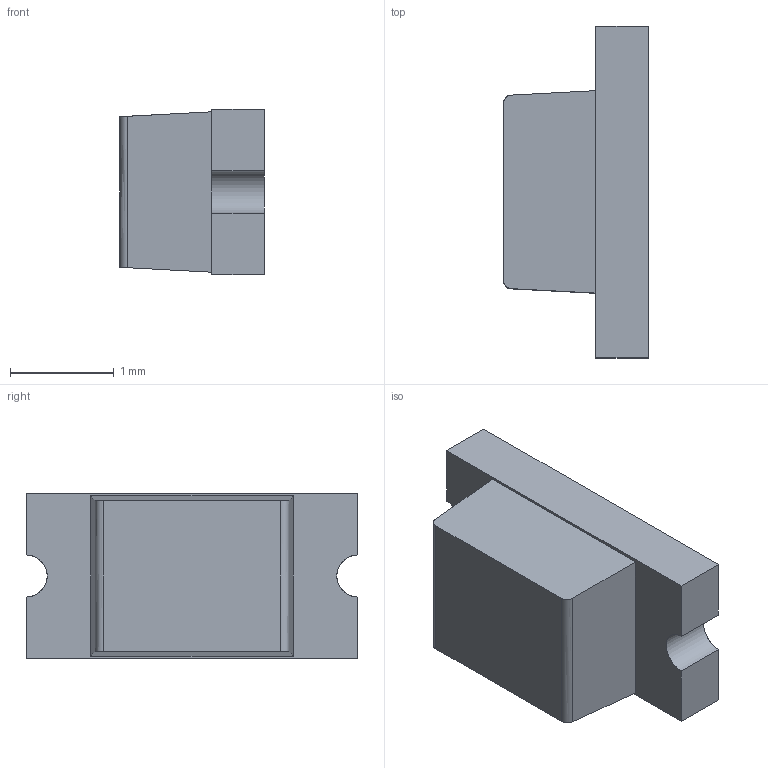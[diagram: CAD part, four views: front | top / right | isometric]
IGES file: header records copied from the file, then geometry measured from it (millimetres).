
Start section: SolidWorks IGES file using analytic representation for surfaces
Global section: file name: SM1206XXC-IL.IGS; native system: SolidWorks 2014; preprocessor: SolidWorks 2014; author: boliver; date: 140623.102957; units: inch
Bounding box: 1.4 x 3.2 x 1.6 mm (x, y, z)
Surface area: 20.8 mm2 (no closed solid volume)
Topology: 0 solids, 0 shells, 17 faces, 124 edges, 124 vertices
Faces by surface type: bspline 13, revolution 4
